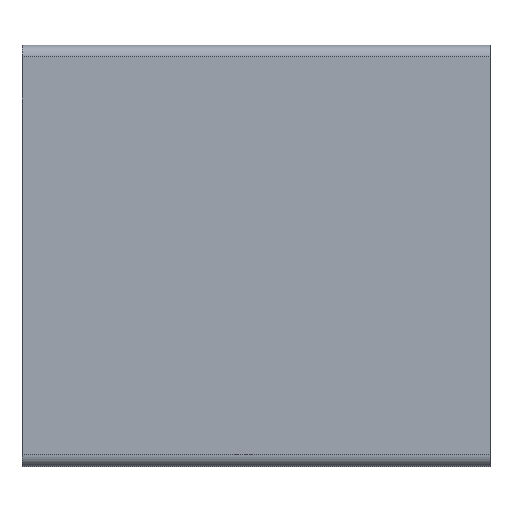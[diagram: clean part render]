
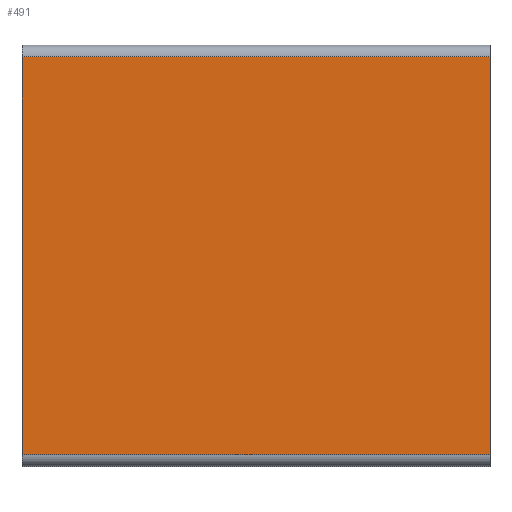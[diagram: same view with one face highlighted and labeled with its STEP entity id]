
A CAD part, top view. The second image highlights one B-rep face of the part: STEP entity #491.
In plain terms, the highlighted planar face has unit normal (0, 0, 1).
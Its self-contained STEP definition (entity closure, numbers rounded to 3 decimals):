
#162 = DIRECTION ( 'NONE',  ( -1., 0., 0. ) ) ;
#324 = ORIENTED_EDGE ( 'NONE', *, *, #3268, .T. ) ;
#411 = DIRECTION ( 'NONE',  ( 0., 1., 0. ) ) ;
#491 = ADVANCED_FACE ( 'NONE', ( #4835 ), #5337, .F. ) ;
#1048 = CARTESIAN_POINT ( 'NONE',  ( 59.184, 12.398, 22.5 ) ) ;
#1543 = EDGE_LOOP ( 'NONE', ( #324, #3537, #4452, #2217 ) ) ;
#1656 = VECTOR ( 'NONE', #1988, 1000. ) ;
#1666 = EDGE_CURVE ( 'NONE', #2371, #3983, #5283, .T. ) ;
#1777 = DIRECTION ( 'NONE',  ( 0., 0., -1. ) ) ;
#1988 = DIRECTION ( 'NONE',  ( 0., -1., 0. ) ) ;
#2158 = VECTOR ( 'NONE', #162, 1000. ) ;
#2217 = ORIENTED_EDGE ( 'NONE', *, *, #4069, .T. ) ;
#2250 = CARTESIAN_POINT ( 'NONE',  ( 59.184, 97.398, 22.5 ) ) ;
#2371 = VERTEX_POINT ( 'NONE', #3732 ) ;
#2771 = CARTESIAN_POINT ( 'NONE',  ( -40.816, 12.398, 22.5 ) ) ;
#3186 = VECTOR ( 'NONE', #5910, 1000. ) ;
#3268 = EDGE_CURVE ( 'NONE', #5820, #5061, #4376, .T. ) ;
#3322 = DIRECTION ( 'NONE',  ( 0., -1., 0. ) ) ;
#3537 = ORIENTED_EDGE ( 'NONE', *, *, #5880, .F. ) ;
#3621 = CARTESIAN_POINT ( 'NONE',  ( 59.184, 97.398, 22.5 ) ) ;
#3732 = CARTESIAN_POINT ( 'NONE',  ( 59.184, 97.398, 22.5 ) ) ;
#3871 = CARTESIAN_POINT ( 'NONE',  ( -40.816, 97.398, 22.5 ) ) ;
#3983 = VERTEX_POINT ( 'NONE', #5899 ) ;
#4069 = EDGE_CURVE ( 'NONE', #2371, #5820, #4342, .T. ) ;
#4240 = LINE ( 'NONE', #1048, #2158 ) ;
#4250 = AXIS2_PLACEMENT_3D ( 'NONE', #3621, #1777, #411 ) ;
#4342 = LINE ( 'NONE', #2250, #3186 ) ;
#4376 = LINE ( 'NONE', #3871, #1656 ) ;
#4452 = ORIENTED_EDGE ( 'NONE', *, *, #1666, .F. ) ;
#4835 = FACE_OUTER_BOUND ( 'NONE', #1543, .T. ) ;
#4992 = VECTOR ( 'NONE', #3322, 1000. ) ;
#5061 = VERTEX_POINT ( 'NONE', #2771 ) ;
#5283 = LINE ( 'NONE', #5585, #4992 ) ;
#5337 = PLANE ( 'NONE',  #4250 ) ;
#5583 = CARTESIAN_POINT ( 'NONE',  ( -40.816, 97.398, 22.5 ) ) ;
#5585 = CARTESIAN_POINT ( 'NONE',  ( 59.184, 97.398, 22.5 ) ) ;
#5820 = VERTEX_POINT ( 'NONE', #5583 ) ;
#5880 = EDGE_CURVE ( 'NONE', #3983, #5061, #4240, .T. ) ;
#5899 = CARTESIAN_POINT ( 'NONE',  ( 59.184, 12.398, 22.5 ) ) ;
#5910 = DIRECTION ( 'NONE',  ( -1., 0., 0. ) ) ;
